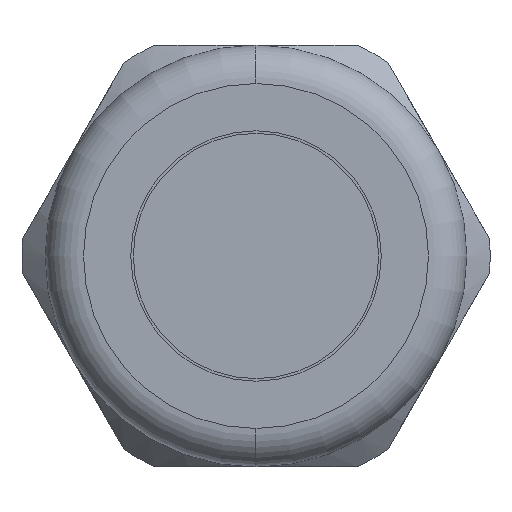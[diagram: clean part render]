
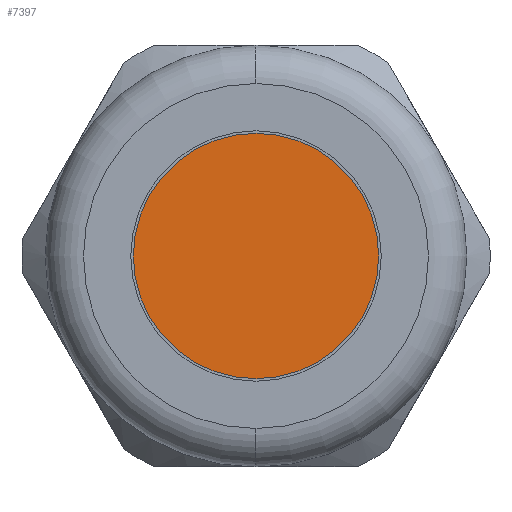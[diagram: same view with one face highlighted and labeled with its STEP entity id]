
A CAD part, left-side view. The second image highlights one B-rep face of the part: STEP entity #7397.
In plain terms, the highlighted planar face has unit normal (-1, 0, 0).
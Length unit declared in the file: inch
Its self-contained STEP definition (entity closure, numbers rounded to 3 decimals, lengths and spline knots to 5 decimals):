
#160 = EDGE_CURVE ( 'NONE', #7344, #7333, #1907, .T. ) ;
#1903 = DIRECTION ( 'NONE',  ( 0., 0., 1. ) ) ;
#1904 = DIRECTION ( 'NONE',  ( -1., 0., 0. ) ) ;
#1905 = CARTESIAN_POINT ( 'NONE',  ( -1.66, 0., 0. ) ) ;
#1906 = AXIS2_PLACEMENT_3D ( 'NONE', #1905, #1904, #1903 ) ;
#1907 = CIRCLE ( 'NONE', #1906, 0.48 ) ;
#6005 = CARTESIAN_POINT ( 'NONE',  ( -1.66, 0., -0.48 ) ) ;
#6046 = CARTESIAN_POINT ( 'NONE',  ( -1.66, 0., 0.48 ) ) ;
#6095 = FACE_OUTER_BOUND ( 'NONE', #7379, .T. ) ;
#6150 = DIRECTION ( 'NONE',  ( 0., 0., 1. ) ) ;
#6151 = DIRECTION ( 'NONE',  ( -1., 0., 0. ) ) ;
#6152 = CARTESIAN_POINT ( 'NONE',  ( -1.66, 0., 0. ) ) ;
#6153 = AXIS2_PLACEMENT_3D ( 'NONE', #6152, #6151, #6150 ) ;
#6154 = PLANE ( 'NONE',  #6153 ) ;
#6230 = DIRECTION ( 'NONE',  ( -1., 0., 0. ) ) ;
#6231 = CARTESIAN_POINT ( 'NONE',  ( -1.66, 0., 0. ) ) ;
#6232 = AXIS2_PLACEMENT_3D ( 'NONE', #6231, #6230, #6291 ) ;
#6233 = CIRCLE ( 'NONE', #6232, 0.48 ) ;
#6291 = DIRECTION ( 'NONE',  ( 0., 0., 1. ) ) ;
#7333 = VERTEX_POINT ( 'NONE', #6005 ) ;
#7344 = VERTEX_POINT ( 'NONE', #6046 ) ;
#7377 = ORIENTED_EDGE ( 'NONE', *, *, #7448, .T. ) ;
#7379 = EDGE_LOOP ( 'NONE', ( #7381, #7377 ) ) ;
#7381 = ORIENTED_EDGE ( 'NONE', *, *, #160, .T. ) ;
#7397 = ADVANCED_FACE ( 'NONE', ( #6095 ), #6154, .T. ) ;
#7448 = EDGE_CURVE ( 'NONE', #7333, #7344, #6233, .T. ) ;
